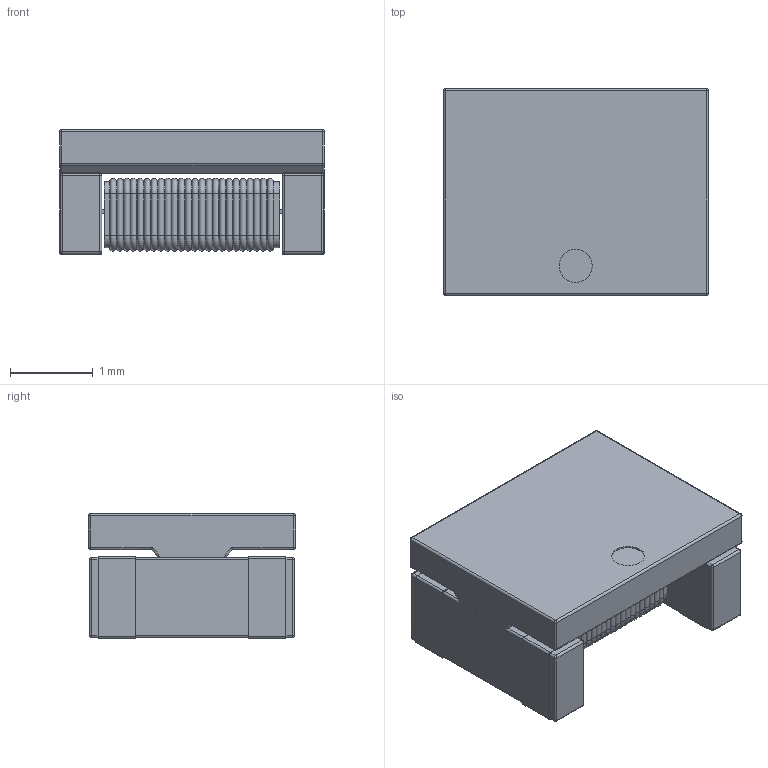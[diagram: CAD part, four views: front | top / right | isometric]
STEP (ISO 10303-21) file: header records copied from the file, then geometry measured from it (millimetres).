
FILE_DESCRIPTION(/* description */ (''),/* implementation_level */ '2;1');
FILE_NAME(/* name */ 'ATB322515-0110.step',/* time_stamp */ '2025-08-12T08:40:51+02:00',/* author */ (''),/* organization */ (''),/* preprocessor_version */ 'ST-DEVELOPER v20.1',/* originating_system */ 'Autodesk Translation Framework v14.10.0.0',/* authorisation */ '');
FILE_SCHEMA (('AUTOMOTIVE_DESIGN { 1 0 10303 214 3 1 1 }'));
Length unit declared in the file: millimetre
Products named in the file (1): ATB322515-0110
Bounding box: 3.2 x 2.5 x 1.51 mm (x, y, z)
Volume: 8.2 mm3; surface area: 65.3 mm2
Topology: 5 solids, 5 shells, 458 faces, 1265 edges, 818 vertices
Faces by surface type: cylinder 175, plane 163, torus 96, sphere 24
Full cylindrical faces by diameter (mm): 0.075 x96, 0.4 x1
Entity records: 15085 total; most frequent: DIRECTION 2913, CARTESIAN_POINT 2542, ORIENTED_EDGE 2530, EDGE_CURVE 1265, AXIS2_PLACEMENT_3D 1189, VERTEX_POINT 818, CIRCLE 722, LINE 535
